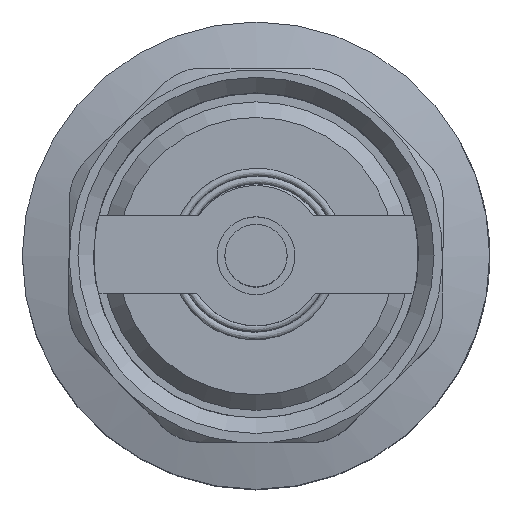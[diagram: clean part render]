
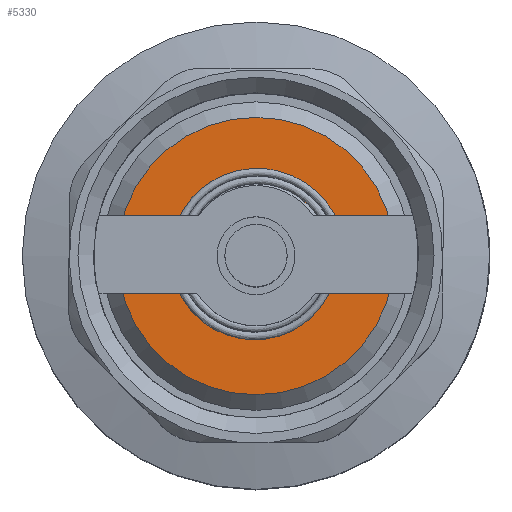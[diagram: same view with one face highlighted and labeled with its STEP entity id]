
A CAD part, top view. The second image highlights one B-rep face of the part: STEP entity #5330.
In plain terms, the highlighted planar face has unit normal (0, 0, 1).
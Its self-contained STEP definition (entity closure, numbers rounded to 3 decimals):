
#193=FACE_BOUND('',#963,.T.);
#313=PLANE('',#5706);
#628=FACE_OUTER_BOUND('',#962,.T.);
#962=EDGE_LOOP('',(#4951));
#963=EDGE_LOOP('',(#4952));
#1111=CIRCLE('',#5694,3.121);
#1114=CIRCLE('',#5702,8.901);
#2555=VERTEX_POINT('',#20642);
#2558=VERTEX_POINT('',#20656);
#3349=EDGE_CURVE('',#2555,#2555,#1111,.T.);
#3354=EDGE_CURVE('',#2558,#2558,#1114,.T.);
#4951=ORIENTED_EDGE('',*,*,#3354,.F.);
#4952=ORIENTED_EDGE('',*,*,#3349,.T.);
#5330=ADVANCED_FACE('',(#628,#193),#313,.T.);
#5694=AXIS2_PLACEMENT_3D('',#20644,#6707,#6708);
#5702=AXIS2_PLACEMENT_3D('',#20657,#6725,#6726);
#5706=AXIS2_PLACEMENT_3D('',#20665,#6735,#6736);
#6707=DIRECTION('center_axis',(0.,0.,-1.));
#6708=DIRECTION('ref_axis',(-1.,0.,0.));
#6725=DIRECTION('center_axis',(0.,0.,-1.));
#6726=DIRECTION('ref_axis',(1.,0.,0.));
#6735=DIRECTION('center_axis',(0.,0.,1.));
#6736=DIRECTION('ref_axis',(1.,0.,0.));
#20642=CARTESIAN_POINT('',(3.121,0.,19.5));
#20644=CARTESIAN_POINT('Origin',(0.,0.,19.5));
#20656=CARTESIAN_POINT('',(-8.901,0.,19.5));
#20657=CARTESIAN_POINT('Origin',(0.,0.,19.5));
#20665=CARTESIAN_POINT('Origin',(0.,0.,19.5));
